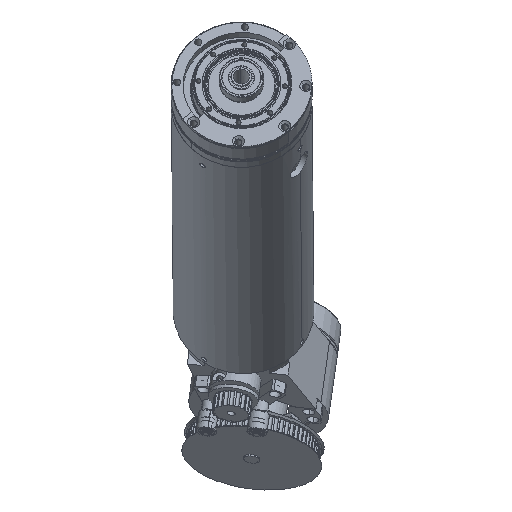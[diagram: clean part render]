
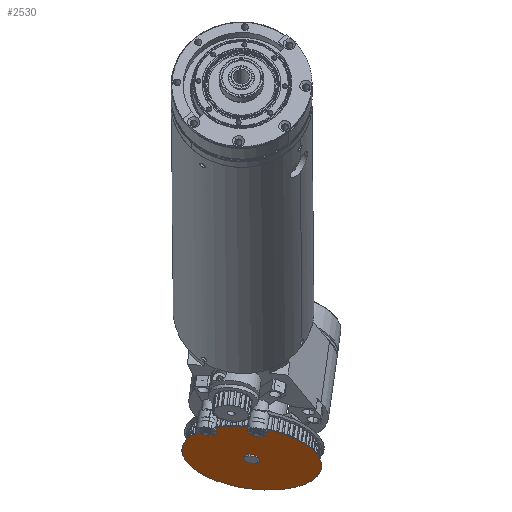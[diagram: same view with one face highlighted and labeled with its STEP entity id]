
A CAD part, isometric view. The second image highlights one B-rep face of the part: STEP entity #2530.
In plain terms, the highlighted face is planar.
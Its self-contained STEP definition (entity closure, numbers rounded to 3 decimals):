
#1443 = EDGE_LOOP ( 'NONE', ( #18668, #33795 ) ) ;
#2530 = ADVANCED_FACE ( 'NONE', ( #9618, #37390 ), #46244, .F. ) ;
#4786 = AXIS2_PLACEMENT_3D ( 'NONE', #9601, #34967, #13286 ) ;
#5065 = EDGE_CURVE ( 'NONE', #14495, #29851, #25332, .T. ) ;
#7104 = VERTEX_POINT ( 'NONE', #23829 ) ;
#7917 = CARTESIAN_POINT ( 'NONE',  ( 8., 0., -4. ) ) ;
#9143 = CARTESIAN_POINT ( 'NONE',  ( 8., 0., 0. ) ) ;
#9601 = CARTESIAN_POINT ( 'NONE',  ( 8., 0., 0. ) ) ;
#9618 = FACE_OUTER_BOUND ( 'NONE', #1443, .T. ) ;
#10266 = DIRECTION ( 'NONE',  ( 0., 0., 1. ) ) ;
#11320 = EDGE_CURVE ( 'NONE', #18349, #7104, #21086, .T. ) ;
#12312 = AXIS2_PLACEMENT_3D ( 'NONE', #36705, #15041, #40336 ) ;
#12831 = DIRECTION ( 'NONE',  ( 0., 0., 1. ) ) ;
#13286 = DIRECTION ( 'NONE',  ( 0., 0., 1. ) ) ;
#14495 = VERTEX_POINT ( 'NONE', #17140 ) ;
#15041 = DIRECTION ( 'NONE',  ( -1., 0., 0. ) ) ;
#17140 = CARTESIAN_POINT ( 'NONE',  ( 8., 0., 4. ) ) ;
#17322 = CIRCLE ( 'NONE', #30924, 35. ) ;
#17553 = ORIENTED_EDGE ( 'NONE', *, *, #37380, .T. ) ;
#18349 = VERTEX_POINT ( 'NONE', #44083 ) ;
#18668 = ORIENTED_EDGE ( 'NONE', *, *, #21536, .F. ) ;
#19636 = AXIS2_PLACEMENT_3D ( 'NONE', #9143, #34512, #12831 ) ;
#19760 = CARTESIAN_POINT ( 'NONE',  ( 8., 0., 0. ) ) ;
#21086 = CIRCLE ( 'NONE', #12312, 35. ) ;
#21536 = EDGE_CURVE ( 'NONE', #7104, #18349, #17322, .T. ) ;
#23384 = DIRECTION ( 'NONE',  ( 0., 0., 1. ) ) ;
#23829 = CARTESIAN_POINT ( 'NONE',  ( 8., 0., -35. ) ) ;
#24691 = CARTESIAN_POINT ( 'NONE',  ( 8., 35., 0. ) ) ;
#25332 = CIRCLE ( 'NONE', #4786, 4. ) ;
#29851 = VERTEX_POINT ( 'NONE', #7917 ) ;
#30924 = AXIS2_PLACEMENT_3D ( 'NONE', #19760, #45092, #23384 ) ;
#31989 = DIRECTION ( 'NONE',  ( -1., 0., 0. ) ) ;
#33795 = ORIENTED_EDGE ( 'NONE', *, *, #11320, .F. ) ;
#34077 = EDGE_LOOP ( 'NONE', ( #41600, #17553 ) ) ;
#34512 = DIRECTION ( 'NONE',  ( -1., 0., 0. ) ) ;
#34967 = DIRECTION ( 'NONE',  ( -1., 0., 0. ) ) ;
#35059 = AXIS2_PLACEMENT_3D ( 'NONE', #24691, #31989, #10266 ) ;
#36705 = CARTESIAN_POINT ( 'NONE',  ( 8., 0., 0. ) ) ;
#37380 = EDGE_CURVE ( 'NONE', #29851, #14495, #38770, .T. ) ;
#37390 = FACE_BOUND ( 'NONE', #34077, .T. ) ;
#38770 = CIRCLE ( 'NONE', #19636, 4. ) ;
#40336 = DIRECTION ( 'NONE',  ( 0., 0., 1. ) ) ;
#41600 = ORIENTED_EDGE ( 'NONE', *, *, #5065, .T. ) ;
#44083 = CARTESIAN_POINT ( 'NONE',  ( 8., 0., 35. ) ) ;
#45092 = DIRECTION ( 'NONE',  ( -1., 0., 0. ) ) ;
#46244 = PLANE ( 'NONE',  #35059 ) ;
